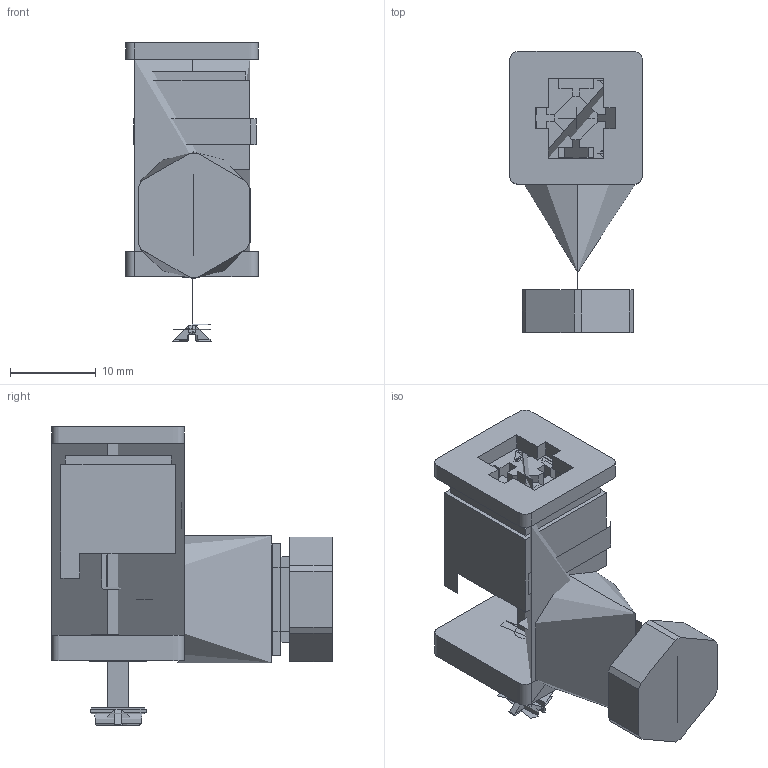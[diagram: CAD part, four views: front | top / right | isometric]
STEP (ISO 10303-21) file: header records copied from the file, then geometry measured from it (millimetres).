
FILE_DESCRIPTION(/* description */ (''),/* implementation_level */ '2;1');
FILE_NAME(/* name */ 'C1T0~Y2J',/* time_stamp */ '2019-01-08T12:11:33+01:00',/* author */ (''),/* organization */ (''),/* preprocessor_version */ 'ST-DEVELOPER v15',/* originating_system */ '',/* authorisation */ '');
FILE_SCHEMA (('CONFIG_CONTROL_DESIGN'));
Length unit declared in the file: millimetre
Products named in the file (1): Document
Bounding box: 15.5 x 32.78 x 34.82 mm (x, y, z)
Volume: 2136.9 mm3; surface area: 7694.5 mm2
Topology: 3 solids, 50 shells, 354 faces, 996 edges, 700 vertices
Faces by surface type: plane 230, bspline 124
Entity records: 13006 total; most frequent: CARTESIAN_POINT 6885, ORIENTED_EDGE 1761, EDGE_CURVE 992, VERTEX_POINT 697, B_SPLINE_CURVE_WITH_KNOTS 637, EDGE_LOOP 391, ADVANCED_FACE 354, FACE_OUTER_BOUND 354
